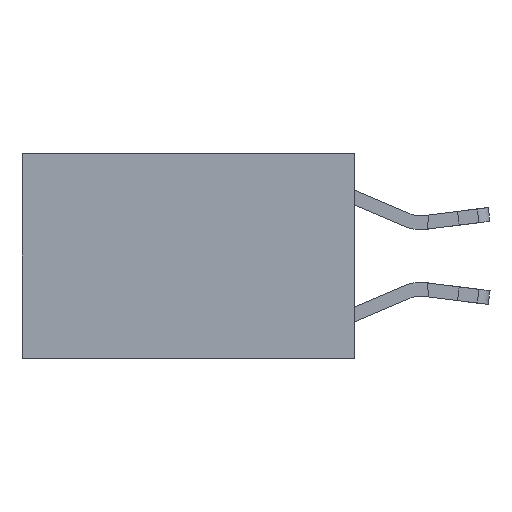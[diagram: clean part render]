
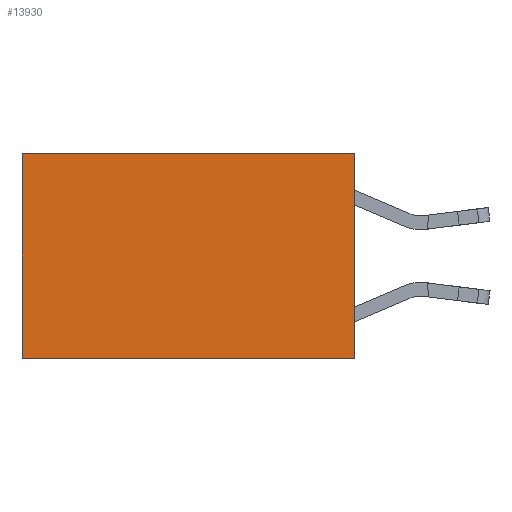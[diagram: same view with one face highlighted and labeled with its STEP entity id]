
A CAD part, left-side view. The second image highlights one B-rep face of the part: STEP entity #13930.
In plain terms, the highlighted planar face has unit normal (-1, 0, 0).
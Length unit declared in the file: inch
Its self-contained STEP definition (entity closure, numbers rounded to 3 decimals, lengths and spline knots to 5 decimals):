
#592 = EDGE_CURVE ( 'NONE', #13723, #11140, #9162, .T. ) ;
#1163 = LINE ( 'NONE', #8966, #3977 ) ;
#1331 = PLANE ( 'NONE',  #2167 ) ;
#1350 = EDGE_CURVE ( 'NONE', #9096, #1776, #13363, .T. ) ;
#1776 = VERTEX_POINT ( 'NONE', #5144 ) ;
#1821 = ORIENTED_EDGE ( 'NONE', *, *, #592, .T. ) ;
#1970 = CARTESIAN_POINT ( 'NONE',  ( 0.2625, 0., 0. ) ) ;
#2167 = AXIS2_PLACEMENT_3D ( 'NONE', #13692, #9392, #2560 ) ;
#2560 = DIRECTION ( 'NONE',  ( 0., 0., -1. ) ) ;
#3079 = LINE ( 'NONE', #9873, #14506 ) ;
#3127 = DIRECTION ( 'NONE',  ( 0., 1., 0. ) ) ;
#3977 = VECTOR ( 'NONE', #10051, 39.37008 ) ;
#3978 = DIRECTION ( 'NONE',  ( 0., 0., -1. ) ) ;
#4270 = ORIENTED_EDGE ( 'NONE', *, *, #5760, .T. ) ;
#4568 = VECTOR ( 'NONE', #3978, 39.37008 ) ;
#5144 = CARTESIAN_POINT ( 'NONE',  ( 0.2625, 0., -0.37 ) ) ;
#5529 = EDGE_LOOP ( 'NONE', ( #1821, #10005, #11988, #4270 ) ) ;
#5760 = EDGE_CURVE ( 'NONE', #9096, #13723, #1163, .T. ) ;
#6301 = CARTESIAN_POINT ( 'NONE',  ( 0.2625, 0.6, 0. ) ) ;
#6846 = CARTESIAN_POINT ( 'NONE',  ( 0.2625, 0.6, 0. ) ) ;
#8935 = EDGE_CURVE ( 'NONE', #1776, #11140, #3079, .T. ) ;
#8966 = CARTESIAN_POINT ( 'NONE',  ( 0.2625, 0., 0. ) ) ;
#9096 = VERTEX_POINT ( 'NONE', #10106 ) ;
#9162 = LINE ( 'NONE', #6301, #11694 ) ;
#9392 = DIRECTION ( 'NONE',  ( 1., 0., 0. ) ) ;
#9873 = CARTESIAN_POINT ( 'NONE',  ( 0.2625, 0., -0.37 ) ) ;
#10005 = ORIENTED_EDGE ( 'NONE', *, *, #8935, .F. ) ;
#10051 = DIRECTION ( 'NONE',  ( 0., 1., 0. ) ) ;
#10106 = CARTESIAN_POINT ( 'NONE',  ( 0.2625, 0., 0. ) ) ;
#10483 = CARTESIAN_POINT ( 'NONE',  ( 0.2625, 0.6, -0.37 ) ) ;
#11140 = VERTEX_POINT ( 'NONE', #10483 ) ;
#11694 = VECTOR ( 'NONE', #11743, 39.37008 ) ;
#11743 = DIRECTION ( 'NONE',  ( 0., 0., -1. ) ) ;
#11988 = ORIENTED_EDGE ( 'NONE', *, *, #1350, .F. ) ;
#13363 = LINE ( 'NONE', #1970, #4568 ) ;
#13403 = FACE_OUTER_BOUND ( 'NONE', #5529, .T. ) ;
#13692 = CARTESIAN_POINT ( 'NONE',  ( 0.2625, 0., 0. ) ) ;
#13723 = VERTEX_POINT ( 'NONE', #6846 ) ;
#13930 = ADVANCED_FACE ( 'NONE', ( #13403 ), #1331, .F. ) ;
#14506 = VECTOR ( 'NONE', #3127, 39.37008 ) ;
